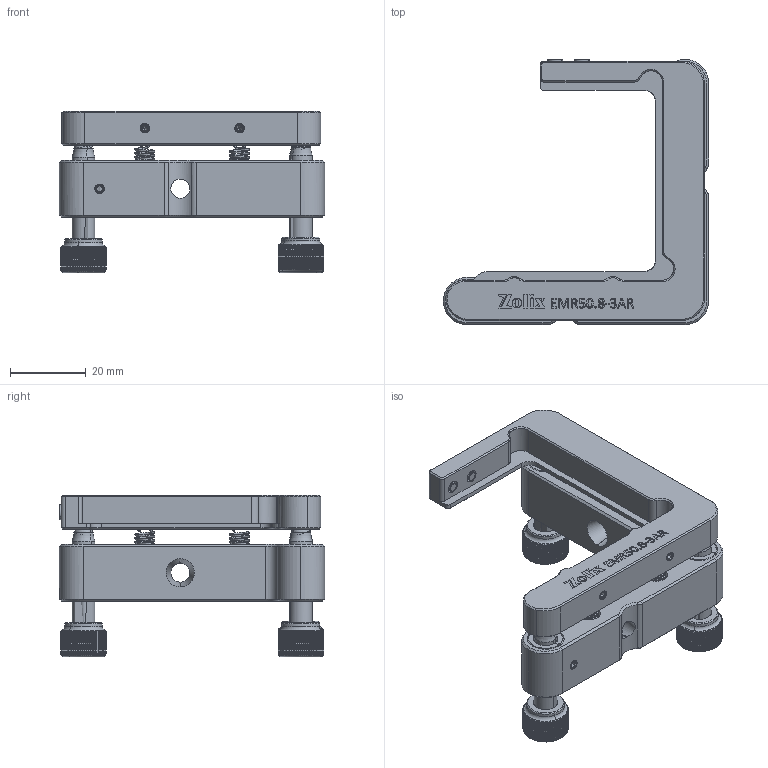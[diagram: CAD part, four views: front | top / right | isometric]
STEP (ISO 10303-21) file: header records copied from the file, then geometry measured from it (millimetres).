
FILE_DESCRIPTION (( 'STEP AP203' ), '1' );
FILE_NAME ('EMR50.8-3AR.STEP', '2025-06-23T03:13:10', ( '' ), ( '' ), 'SwSTEP 2.0', 'SolidWorks 2020', '' );
FILE_SCHEMA (( 'CONFIG_CONTROL_DESIGN' ));
Products named in the file (1): EMR50.8-3AR
Bounding box: 70 x 70 x 42.71 mm (x, y, z)
Surface area: 22176 mm2 (no closed solid volume)
Topology: 0 solids, 31 shells, 1269 faces, 3650 edges, 2442 vertices
Faces by surface type: plane 654, cylinder 362, cone 165, torus 48, bspline 28, sphere 12
Entity records: 62912 total; most frequent: CARTESIAN_POINT 36547, ORIENTED_EDGE 7158, EDGE_CURVE 3616, B_SPLINE_CURVE_WITH_KNOTS 3365, DIRECTION 2729, VERTEX_POINT 2442, EDGE_LOOP 1363, FACE_OUTER_BOUND 1269
